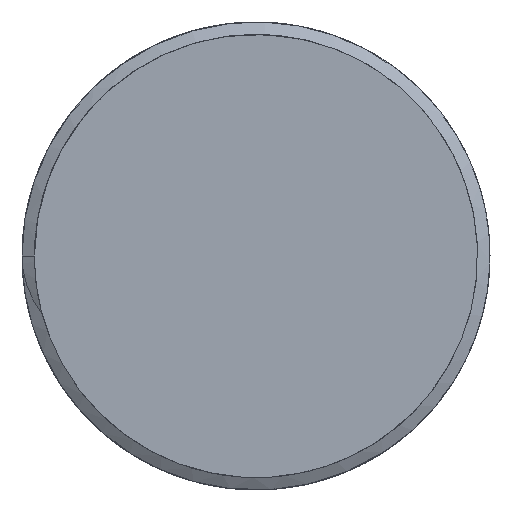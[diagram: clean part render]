
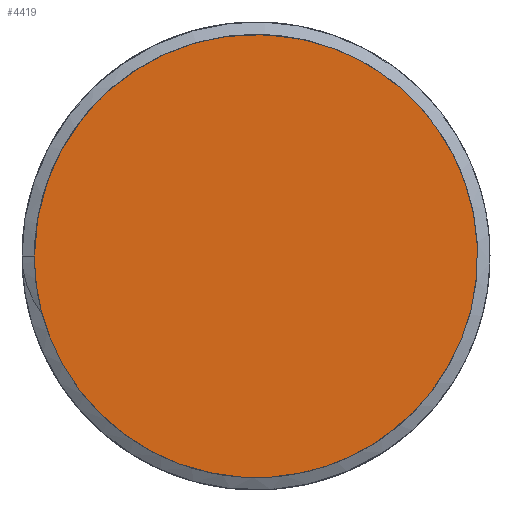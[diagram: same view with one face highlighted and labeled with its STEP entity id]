
A CAD part, left-side view. The second image highlights one B-rep face of the part: STEP entity #4419.
In plain terms, the highlighted free-form (B-spline) face has degree [1, 1] with [2, 2] control points.
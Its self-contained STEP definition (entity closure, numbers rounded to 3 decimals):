
#931=CARTESIAN_POINT('',(-43.,13.9,0.));
#932=VERTEX_POINT('',#931);
#3020=CARTESIAN_POINT('',(-43.,13.896,-0.339));
#3021=VERTEX_POINT('',#3020);
#3029=CARTESIAN_POINT('',(-43.,13.896,-0.339));
#3030=CARTESIAN_POINT('',(-43.,13.901,-0.227));
#3031=CARTESIAN_POINT('',(-43.,13.902,-0.114));
#3032=CARTESIAN_POINT('',(-43.,13.9,0.));
#3033=B_SPLINE_CURVE_WITH_KNOTS('',3,(#3029,#3030,#3031,#3032),.UNSPECIFIED.,.F.,.U.,(4,4),(0.962,1.),.UNSPECIFIED.);
#3034=EDGE_CURVE('',#3021,#932,#3033,.T.);
#3068=CARTESIAN_POINT('',(-43.,13.9,0.));
#3069=CARTESIAN_POINT('',(-43.,13.9,24.076));
#3070=CARTESIAN_POINT('',(-43.,-6.95,12.038));
#3071=CARTESIAN_POINT('',(-43.,-27.8,0.));
#3072=CARTESIAN_POINT('',(-43.,-6.95,-12.038));
#3073=CARTESIAN_POINT('',(-43.,13.326,-23.744));
#3074=CARTESIAN_POINT('',(-43.,13.896,-0.339));
#3075=(BOUNDED_CURVE()B_SPLINE_CURVE(2,(#3068,#3069,#3070,#3071,#3072,#3073,#3074),.CIRCULAR_ARC.,.F.,.U.)B_SPLINE_CURVE_WITH_KNOTS((3,2,2,3),(0.,0.333,0.667,0.995),.UNSPECIFIED.)CURVE()GEOMETRIC_REPRESENTATION_ITEM()RATIONAL_B_SPLINE_CURVE((1.,0.5,1.,0.5,1.,0.507,0.986))REPRESENTATION_ITEM(''));
#3076=EDGE_CURVE('',#932,#3021,#3075,.T.);
#4410=CARTESIAN_POINT('',(-43.,-136.201,132.476));
#4411=CARTESIAN_POINT('',(-43.,-136.201,-132.476));
#4412=CARTESIAN_POINT('',(-43.,128.752,132.476));
#4413=CARTESIAN_POINT('',(-43.,128.752,-132.476));
#4414=B_SPLINE_SURFACE_WITH_KNOTS('',1,1,((#4410,#4411),(#4412,#4413)),.PLANE_SURF.,.F.,.F.,.U.,(2,2),(2,2),(0.,1.),(0.,1.),.UNSPECIFIED.);
#4415=ORIENTED_EDGE('',*,*,#3034,.F.);
#4416=ORIENTED_EDGE('',*,*,#3076,.F.);
#4417=EDGE_LOOP('',(#4415,#4416));
#4418=FACE_OUTER_BOUND('',#4417,.T.);
#4419=ADVANCED_FACE('',(#4418),#4414,.T.);
